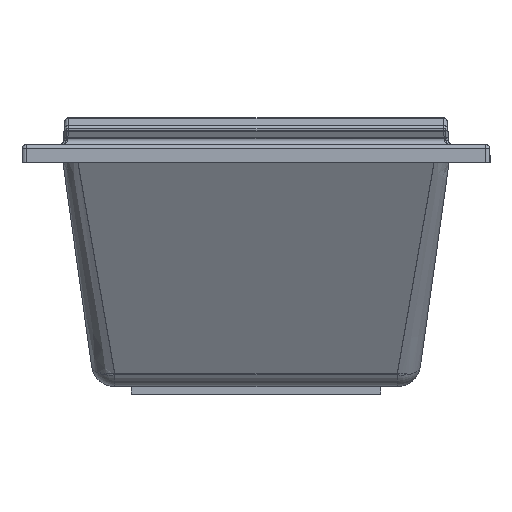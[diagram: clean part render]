
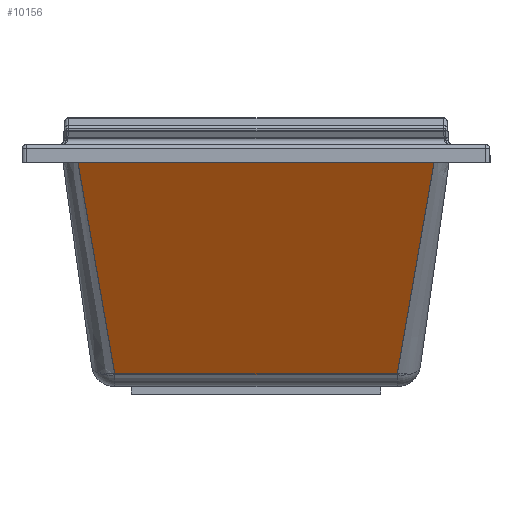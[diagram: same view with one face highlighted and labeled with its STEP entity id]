
A CAD part, left-side view. The second image highlights one B-rep face of the part: STEP entity #10156.
In plain terms, the highlighted planar face has unit normal (-0.866, 0, -0.5).
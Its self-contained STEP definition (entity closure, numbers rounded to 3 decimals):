
#7080=CARTESIAN_POINT('',(-530.296,271.585,-442.501));
#7081=VERTEX_POINT('',#7080);
#7176=CARTESIAN_POINT('',(-775.143,345.26,-18.413));
#7177=VERTEX_POINT('',#7176);
#7178=CARTESIAN_POINT('',(-530.296,271.585,-442.5));
#7179=CARTESIAN_POINT('',(-541.956,274.444,-422.304));
#7180=CARTESIAN_POINT('',(-553.602,277.36,-402.134));
#7181=CARTESIAN_POINT('',(-565.229,280.447,-381.994));
#7182=CARTESIAN_POINT('',(-590.764,287.676,-337.767));
#7183=CARTESIAN_POINT('',(-616.204,295.782,-293.703));
#7184=CARTESIAN_POINT('',(-630.065,300.436,-269.694));
#7185=CARTESIAN_POINT('',(-659.009,310.375,-219.562));
#7186=CARTESIAN_POINT('',(-687.967,320.243,-169.406));
#7187=CARTESIAN_POINT('',(-703.09,325.217,-143.212));
#7188=CARTESIAN_POINT('',(-726.536,332.429,-102.603));
#7189=CARTESIAN_POINT('',(-750.073,338.89,-61.835));
#7190=CARTESIAN_POINT('',(-758.432,341.087,-47.358));
#7191=CARTESIAN_POINT('',(-766.785,343.196,-32.888));
#7192=CARTESIAN_POINT('',(-775.143,345.26,-18.413));
#7193=B_SPLINE_CURVE_WITH_KNOTS('',5,(#7178,#7179,#7180,#7181,#7182,#7183,#7184,#7185,#7186,#7187,#7188,#7189,#7190,#7191,#7192),.UNSPECIFIED.,.F.,.U.,(6,3,3,3,6),(250.688,453.607,697.41,963.093,1108.391),.UNSPECIFIED.);
#7194=EDGE_CURVE('',#7081,#7177,#7193,.T.);
#7572=CARTESIAN_POINT('',(-790.129,365.46,7.544));
#7573=VERTEX_POINT('',#7572);
#7574=CARTESIAN_POINT('',(-775.143,345.26,-18.413));
#7575=CARTESIAN_POINT('',(-777.673,345.881,-14.031));
#7576=CARTESIAN_POINT('',(-780.226,347.406,-9.609));
#7577=CARTESIAN_POINT('',(-782.581,349.954,-5.529));
#7578=CARTESIAN_POINT('',(-782.982,350.387,-4.835));
#7579=CARTESIAN_POINT('',(-783.377,350.85,-4.151));
#7580=CARTESIAN_POINT('',(-783.764,351.343,-3.48));
#7581=CARTESIAN_POINT('',(-784.51,352.292,-2.188));
#7582=CARTESIAN_POINT('',(-785.229,353.351,-0.942));
#7583=CARTESIAN_POINT('',(-785.909,354.519,0.235));
#7584=CARTESIAN_POINT('',(-786.444,355.437,1.161));
#7585=CARTESIAN_POINT('',(-786.954,356.422,2.044));
#7586=CARTESIAN_POINT('',(-787.433,357.47,2.874));
#7587=CARTESIAN_POINT('',(-788.521,359.853,4.759));
#7588=CARTESIAN_POINT('',(-789.445,362.565,6.359));
#7589=CARTESIAN_POINT('',(-790.129,365.46,7.544));
#7590=B_SPLINE_CURVE_WITH_KNOTS('',3,(#7574,#7575,#7576,#7577,#7578,#7579,#7580,#7581,#7582,#7583,#7584,#7585,#7586,#7587,#7588,#7589),.UNSPECIFIED.,.F.,.U.,(4,3,3,3,3,4),(550.22,569.596,572.894,579.242,584.23,595.567),.UNSPECIFIED.);
#7591=EDGE_CURVE('',#7177,#7573,#7590,.T.);
#7647=CARTESIAN_POINT('',(-530.296,-271.585,-442.5));
#7648=VERTEX_POINT('',#7647);
#7707=CARTESIAN_POINT('',(-530.296,-271.585,-442.5));
#7708=DIRECTION('',(0.0,1.0,0.0));
#7709=VECTOR('',#7708,543.171);
#7710=LINE('',#7707,#7709);
#7711=EDGE_CURVE('',#7648,#7081,#7710,.T.);
#10085=CARTESIAN_POINT('',(-784.33,0.,-2.5));
#10086=DIRECTION('',(-0.866,0.0,-0.5));
#10087=DIRECTION('',(-0.5,0.0,0.866));
#10088=AXIS2_PLACEMENT_3D('',#10085,#10086,#10087);
#10089=PLANE('',#10088);
#10090=CARTESIAN_POINT('',(-775.143,-345.26,-18.413));
#10091=VERTEX_POINT('',#10090);
#10092=CARTESIAN_POINT('',(-775.143,-345.26,-18.413));
#10093=CARTESIAN_POINT('',(-761.264,-341.833,-42.452));
#10094=CARTESIAN_POINT('',(-747.39,-338.217,-66.482));
#10095=CARTESIAN_POINT('',(-733.591,-334.271,-90.383));
#10096=CARTESIAN_POINT('',(-714.344,-328.766,-123.72));
#10097=CARTESIAN_POINT('',(-695.171,-322.6,-156.929));
#10098=CARTESIAN_POINT('',(-676.037,-316.148,-190.07));
#10099=CARTESIAN_POINT('',(-654.814,-308.991,-226.829));
#10100=CARTESIAN_POINT('',(-633.588,-301.525,-263.593));
#10101=CARTESIAN_POINT('',(-612.341,-294.657,-300.394));
#10102=CARTESIAN_POINT('',(-596.564,-289.557,-327.721));
#10103=CARTESIAN_POINT('',(-580.755,-284.798,-355.103));
#10104=CARTESIAN_POINT('',(-564.897,-280.473,-382.569));
#10105=CARTESIAN_POINT('',(-553.389,-277.335,-402.502));
#10106=CARTESIAN_POINT('',(-541.853,-274.419,-422.482));
#10107=CARTESIAN_POINT('',(-530.296,-271.585,-442.5));
#10108=B_SPLINE_CURVE_WITH_KNOTS('',3,(#10092,#10093,#10094,#10095,#10096,#10097,#10098,#10099,#10100,#10101,#10102,#10103,#10104,#10105,#10106,#10107),.UNSPECIFIED.,.F.,.U.,(4,3,3,3,3,4),(1409.563,1554.326,1756.238,1980.196,2146.494,2267.178),.UNSPECIFIED.);
#10109=EDGE_CURVE('',#10091,#7648,#10108,.T.);
#10110=ORIENTED_EDGE('',*,*,#10109,.F.);
#10111=CARTESIAN_POINT('',(-790.129,-365.46,7.544));
#10112=VERTEX_POINT('',#10111);
#10113=CARTESIAN_POINT('',(-790.129,-365.46,7.544));
#10114=CARTESIAN_POINT('',(-789.884,-364.422,7.119));
#10115=CARTESIAN_POINT('',(-789.608,-363.406,6.641));
#10116=CARTESIAN_POINT('',(-789.304,-362.42,6.115));
#10117=CARTESIAN_POINT('',(-788.615,-360.183,4.922));
#10118=CARTESIAN_POINT('',(-787.783,-358.109,3.481));
#10119=CARTESIAN_POINT('',(-786.853,-356.262,1.87));
#10120=CARTESIAN_POINT('',(-785.126,-352.83,-1.122));
#10121=CARTESIAN_POINT('',(-783.072,-350.189,-4.68));
#10122=CARTESIAN_POINT('',(-780.915,-348.346,-8.415));
#10123=CARTESIAN_POINT('',(-779.043,-346.747,-11.657));
#10124=CARTESIAN_POINT('',(-777.087,-345.737,-15.045));
#10125=CARTESIAN_POINT('',(-775.143,-345.26,-18.413));
#10126=B_SPLINE_CURVE_WITH_KNOTS('',3,(#10113,#10114,#10115,#10116,#10117,#10118,#10119,#10120,#10121,#10122,#10123,#10124,#10125),.UNSPECIFIED.,.F.,.U.,(4,3,3,3,4),(2036.371,2040.439,2049.67,2066.824,2081.715),.UNSPECIFIED.);
#10127=EDGE_CURVE('',#10112,#10091,#10126,.T.);
#10128=ORIENTED_EDGE('',*,*,#10127,.F.);
#10129=CARTESIAN_POINT('',(-812.084,-362.801,45.572));
#10130=VERTEX_POINT('',#10129);
#10131=CARTESIAN_POINT('',(-812.084,-362.801,45.572));
#10132=DIRECTION('',(0.499,-0.06,-0.864));
#10133=VECTOR('',#10132,43.992);
#10134=LINE('',#10131,#10133);
#10135=EDGE_CURVE('',#10130,#10112,#10134,.T.);
#10136=ORIENTED_EDGE('',*,*,#10135,.F.);
#10137=CARTESIAN_POINT('',(-812.084,362.801,45.572));
#10138=VERTEX_POINT('',#10137);
#10139=CARTESIAN_POINT('',(-812.084,362.801,45.572));
#10140=DIRECTION('',(0.0,-1.0,0.0));
#10141=VECTOR('',#10140,725.602);
#10142=LINE('',#10139,#10141);
#10143=EDGE_CURVE('',#10130,#10138,#10142,.F.);
#10144=ORIENTED_EDGE('',*,*,#10143,.T.);
#10145=CARTESIAN_POINT('',(-812.084,362.801,45.572));
#10146=DIRECTION('',(0.499,0.06,-0.864));
#10147=VECTOR('',#10146,43.992);
#10148=LINE('',#10145,#10147);
#10149=EDGE_CURVE('',#10138,#7573,#10148,.T.);
#10150=ORIENTED_EDGE('',*,*,#10149,.T.);
#10151=ORIENTED_EDGE('',*,*,#7591,.F.);
#10152=ORIENTED_EDGE('',*,*,#7194,.F.);
#10153=ORIENTED_EDGE('',*,*,#7711,.F.);
#10154=EDGE_LOOP('',(#10110,#10128,#10136,#10144,#10150,#10151,#10152,#10153));
#10155=FACE_OUTER_BOUND('',#10154,.T.);
#10156=ADVANCED_FACE('',(#10155),#10089,.T.);
